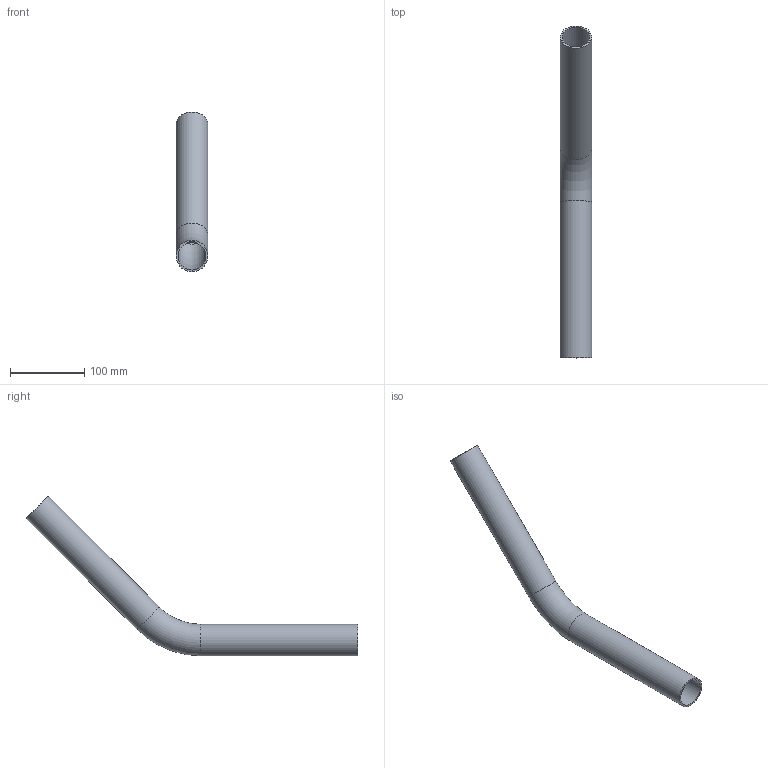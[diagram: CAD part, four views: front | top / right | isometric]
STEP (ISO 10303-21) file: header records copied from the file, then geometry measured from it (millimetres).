
FILE_DESCRIPTION (( 'STEP AP203' ), '1' );
FILE_NAME ('6967-045.step', '2023-09-14T07:39:33', ( '' ), ( '' ), 'SwSTEP 2.0', 'SolidWorks 2018', '' );
FILE_SCHEMA (( 'CONFIG_CONTROL_DESIGN' ));
Length unit declared in the file: millimetre
Products named in the file (1): 6967-045
Bounding box: 42.4 x 445.44 x 214.49 mm (x, y, z)
Volume: 156686.8 mm3; surface area: 125979.8 mm2
Topology: 1 solids, 1 shells, 216 faces, 568 edges, 378 vertices
Faces by surface type: plane 118, bspline 92, cylinder 4, torus 2
Full cylindrical faces by diameter (mm): 37.4 x2, 42.4 x2
Entity records: 11557 total; most frequent: CARTESIAN_POINT 6797, ORIENTED_EDGE 1120, DIRECTION 634, EDGE_CURVE 560, VERTEX_POINT 376, VECTOR 368, LINE 368, EDGE_LOOP 248
